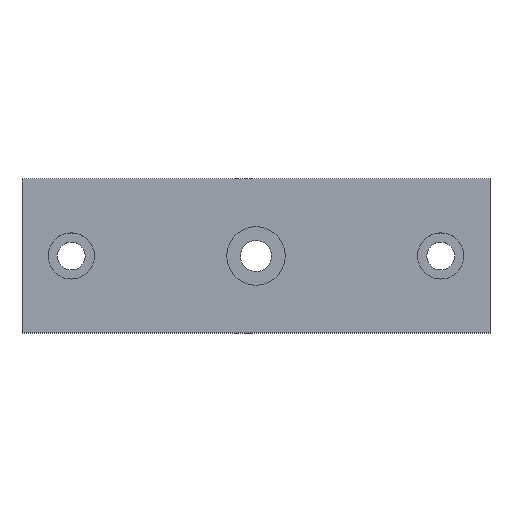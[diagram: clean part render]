
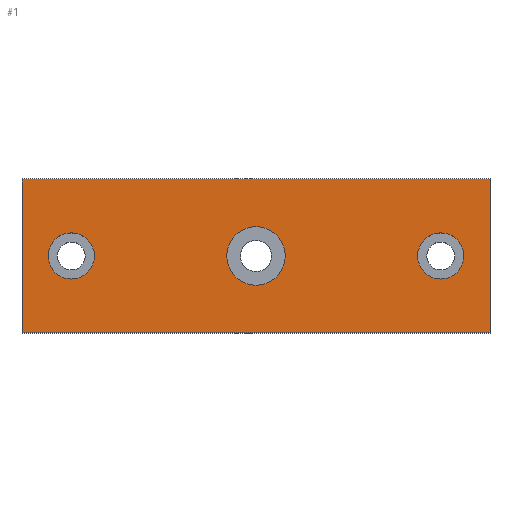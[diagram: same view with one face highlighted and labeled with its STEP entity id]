
A CAD part, top view. The second image highlights one B-rep face of the part: STEP entity #1.
In plain terms, the highlighted planar face has unit normal (0, 0, 1).
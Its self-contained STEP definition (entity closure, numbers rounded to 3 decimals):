
#1 = ADVANCED_FACE ( 'NONE', ( #583, #578, #577, #576 ), #1099, .T. ) ;
#19 = DIRECTION ( 'NONE',  ( 1., 0., 0. ) ) ;
#32 = DIRECTION ( 'NONE',  ( 1., 0., 0. ) ) ;
#41 = CARTESIAN_POINT ( 'NONE',  ( 60., 0., 15. ) ) ;
#46 = DIRECTION ( 'NONE',  ( -1., 0., 0. ) ) ;
#62 = DIRECTION ( 'NONE',  ( 0., 0., -1. ) ) ;
#82 = AXIS2_PLACEMENT_3D ( 'NONE', #41, #62, #46 ) ;
#131 = CARTESIAN_POINT ( 'NONE',  ( -60., 0., 15. ) ) ;
#134 = AXIS2_PLACEMENT_3D ( 'NONE', #912, #757, #1070 ) ;
#135 = VERTEX_POINT ( 'NONE', #822 ) ;
#151 = AXIS2_PLACEMENT_3D ( 'NONE', #635, #518, #32 ) ;
#156 = AXIS2_PLACEMENT_3D ( 'NONE', #205, #211, #212 ) ;
#178 = CARTESIAN_POINT ( 'NONE',  ( 9.5, 0., 15. ) ) ;
#203 = AXIS2_PLACEMENT_3D ( 'NONE', #225, #930, #797 ) ;
#205 = CARTESIAN_POINT ( 'NONE',  ( -60., 0., 15. ) ) ;
#211 = DIRECTION ( 'NONE',  ( 0., 0., 1. ) ) ;
#212 = DIRECTION ( 'NONE',  ( 1., 0., 0. ) ) ;
#225 = CARTESIAN_POINT ( 'NONE',  ( -60., 0., 15. ) ) ;
#228 = VERTEX_POINT ( 'NONE', #493 ) ;
#232 = CARTESIAN_POINT ( 'NONE',  ( -76., 0., 15. ) ) ;
#247 = CARTESIAN_POINT ( 'NONE',  ( -9.5, 0., 15. ) ) ;
#290 = EDGE_CURVE ( 'NONE', #956, #632, #521, .T. ) ;
#302 = CARTESIAN_POINT ( 'NONE',  ( 0., -25., 15. ) ) ;
#307 = VECTOR ( 'NONE', #916, 1000. ) ;
#311 = EDGE_CURVE ( 'NONE', #135, #895, #497, .T. ) ;
#315 = LINE ( 'NONE', #764, #307 ) ;
#366 = CIRCLE ( 'NONE', #134, 7.5 ) ;
#375 = CIRCLE ( 'NONE', #151, 9.5 ) ;
#408 = AXIS2_PLACEMENT_3D ( 'NONE', #131, #731, #19 ) ;
#411 = VECTOR ( 'NONE', #750, 1000. ) ;
#412 = LINE ( 'NONE', #232, #411 ) ;
#423 = VECTOR ( 'NONE', #1051, 1000. ) ;
#425 = LINE ( 'NONE', #817, #423 ) ;
#433 = CIRCLE ( 'NONE', #1030, 9.5 ) ;
#441 = VECTOR ( 'NONE', #724, 1000. ) ;
#443 = CIRCLE ( 'NONE', #408, 7.5 ) ;
#444 = LINE ( 'NONE', #302, #441 ) ;
#490 = ORIENTED_EDGE ( 'NONE', *, *, #652, .F. ) ;
#493 = CARTESIAN_POINT ( 'NONE',  ( 76., -25., 15. ) ) ;
#497 = CIRCLE ( 'NONE', #156, 7.5 ) ;
#518 = DIRECTION ( 'NONE',  ( 0., 0., -1. ) ) ;
#521 = CIRCLE ( 'NONE', #82, 7.5 ) ;
#576 = FACE_BOUND ( 'NONE', #704, .T. ) ;
#577 = FACE_OUTER_BOUND ( 'NONE', #682, .T. ) ;
#578 = FACE_BOUND ( 'NONE', #591, .T. ) ;
#580 = EDGE_CURVE ( 'NONE', #228, #891, #444, .T. ) ;
#583 = FACE_BOUND ( 'NONE', #617, .T. ) ;
#589 = EDGE_CURVE ( 'NONE', #895, #135, #443, .T. ) ;
#591 = EDGE_LOOP ( 'NONE', ( #596, #827 ) ) ;
#594 = EDGE_CURVE ( 'NONE', #810, #786, #433, .T. ) ;
#596 = ORIENTED_EDGE ( 'NONE', *, *, #589, .F. ) ;
#617 = EDGE_LOOP ( 'NONE', ( #825, #819 ) ) ;
#625 = DIRECTION ( 'NONE',  ( 0., 0., -1. ) ) ;
#632 = VERTEX_POINT ( 'NONE', #1124 ) ;
#635 = CARTESIAN_POINT ( 'NONE',  ( 0., 0., 15. ) ) ;
#652 = EDGE_CURVE ( 'NONE', #684, #228, #425, .T. ) ;
#671 = EDGE_CURVE ( 'NONE', #721, #891, #412, .T. ) ;
#682 = EDGE_LOOP ( 'NONE', ( #931, #921, #490, #949 ) ) ;
#684 = VERTEX_POINT ( 'NONE', #767 ) ;
#704 = EDGE_LOOP ( 'NONE', ( #865, #849 ) ) ;
#721 = VERTEX_POINT ( 'NONE', #979 ) ;
#724 = DIRECTION ( 'NONE',  ( -1., 0., 0. ) ) ;
#731 = DIRECTION ( 'NONE',  ( 0., 0., 1. ) ) ;
#732 = EDGE_CURVE ( 'NONE', #786, #810, #375, .T. ) ;
#750 = DIRECTION ( 'NONE',  ( 0., -1., 0. ) ) ;
#757 = DIRECTION ( 'NONE',  ( 0., 0., -1. ) ) ;
#764 = CARTESIAN_POINT ( 'NONE',  ( 0., 25., 15. ) ) ;
#767 = CARTESIAN_POINT ( 'NONE',  ( 76., 25., 15. ) ) ;
#786 = VERTEX_POINT ( 'NONE', #247 ) ;
#797 = DIRECTION ( 'NONE',  ( 1., 0., 0. ) ) ;
#810 = VERTEX_POINT ( 'NONE', #178 ) ;
#817 = CARTESIAN_POINT ( 'NONE',  ( 76., 0., 15. ) ) ;
#819 = ORIENTED_EDGE ( 'NONE', *, *, #594, .T. ) ;
#822 = CARTESIAN_POINT ( 'NONE',  ( -67.5, 0., 15. ) ) ;
#825 = ORIENTED_EDGE ( 'NONE', *, *, #732, .T. ) ;
#827 = ORIENTED_EDGE ( 'NONE', *, *, #311, .F. ) ;
#849 = ORIENTED_EDGE ( 'NONE', *, *, #290, .T. ) ;
#865 = ORIENTED_EDGE ( 'NONE', *, *, #876, .T. ) ;
#876 = EDGE_CURVE ( 'NONE', #632, #956, #366, .T. ) ;
#883 = CARTESIAN_POINT ( 'NONE',  ( 0., 0., 15. ) ) ;
#891 = VERTEX_POINT ( 'NONE', #1071 ) ;
#895 = VERTEX_POINT ( 'NONE', #1048 ) ;
#912 = CARTESIAN_POINT ( 'NONE',  ( 60., 0., 15. ) ) ;
#916 = DIRECTION ( 'NONE',  ( -1., 0., 0. ) ) ;
#921 = ORIENTED_EDGE ( 'NONE', *, *, #580, .F. ) ;
#930 = DIRECTION ( 'NONE',  ( 0., 0., 1. ) ) ;
#931 = ORIENTED_EDGE ( 'NONE', *, *, #671, .T. ) ;
#949 = ORIENTED_EDGE ( 'NONE', *, *, #1072, .T. ) ;
#956 = VERTEX_POINT ( 'NONE', #1092 ) ;
#979 = CARTESIAN_POINT ( 'NONE',  ( -76., 25., 15. ) ) ;
#1030 = AXIS2_PLACEMENT_3D ( 'NONE', #883, #625, #1120 ) ;
#1048 = CARTESIAN_POINT ( 'NONE',  ( -52.5, 0., 15. ) ) ;
#1051 = DIRECTION ( 'NONE',  ( 0., -1., 0. ) ) ;
#1070 = DIRECTION ( 'NONE',  ( -1., 0., 0. ) ) ;
#1071 = CARTESIAN_POINT ( 'NONE',  ( -76., -25., 15. ) ) ;
#1072 = EDGE_CURVE ( 'NONE', #684, #721, #315, .T. ) ;
#1092 = CARTESIAN_POINT ( 'NONE',  ( 67.5, 0., 15. ) ) ;
#1099 = PLANE ( 'NONE',  #203 ) ;
#1120 = DIRECTION ( 'NONE',  ( 1., 0., 0. ) ) ;
#1124 = CARTESIAN_POINT ( 'NONE',  ( 52.5, 0., 15. ) ) ;
